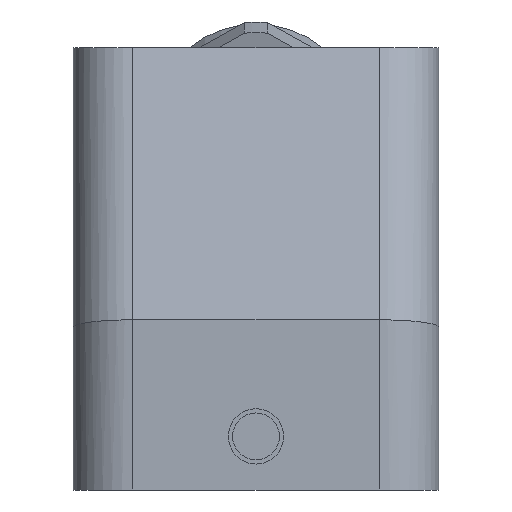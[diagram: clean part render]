
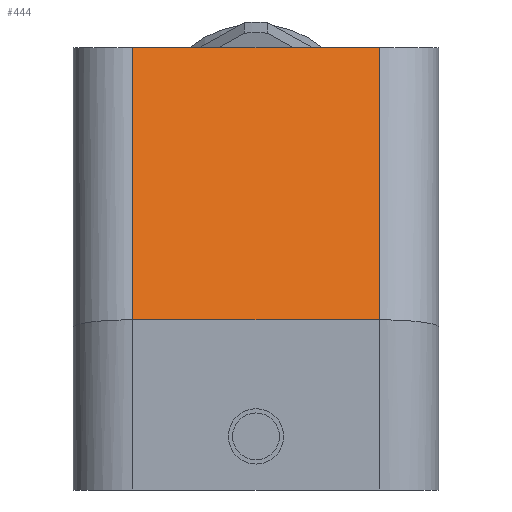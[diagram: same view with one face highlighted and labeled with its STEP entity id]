
A CAD part, left-side view. The second image highlights one B-rep face of the part: STEP entity #444.
In plain terms, the highlighted planar face has unit normal (-0.968, 0, 0.251).
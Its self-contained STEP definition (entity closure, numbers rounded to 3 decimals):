
#444 = ADVANCED_FACE( '', ( #945 ), #946, .T. );
#945 = FACE_OUTER_BOUND( '', #1486, .T. );
#946 = PLANE( '', #1487 );
#1486 = EDGE_LOOP( '', ( #2784, #2785, #2786, #2787 ) );
#1487 = AXIS2_PLACEMENT_3D( '', #2788, #2789, #2790 );
#2784 = ORIENTED_EDGE( '', *, *, #3584, .T. );
#2785 = ORIENTED_EDGE( '', *, *, #3355, .T. );
#2786 = ORIENTED_EDGE( '', *, *, #3363, .F. );
#2787 = ORIENTED_EDGE( '', *, *, #3110, .F. );
#2788 = CARTESIAN_POINT( '', ( -30., 0., 20. ) );
#2789 = DIRECTION( '', ( -0.968, 0., 0.251 ) );
#2790 = DIRECTION( '', ( 0.251, 0., 0.968 ) );
#3110 = EDGE_CURVE( '', #3663, #3664, #3665, .T. );
#3355 = EDGE_CURVE( '', #4067, #4065, #4068, .T. );
#3363 = EDGE_CURVE( '', #3664, #4065, #4079, .T. );
#3584 = EDGE_CURVE( '', #3663, #4067, #4375, .T. );
#3663 = VERTEX_POINT( '', #4469 );
#3664 = VERTEX_POINT( '', #4470 );
#3665 = LINE( '', #4471, #4472 );
#4065 = VERTEX_POINT( '', #5152 );
#4067 = VERTEX_POINT( '', #5154 );
#4068 = LINE( '', #5155, #5156 );
#4079 = LINE( '', #5170, #5171 );
#4375 = LINE( '', #5632, #5633 );
#4469 = CARTESIAN_POINT( '', ( -30., 14.5, 20. ) );
#4470 = CARTESIAN_POINT( '', ( -21.7, 14.5, 52. ) );
#4471 = CARTESIAN_POINT( '', ( -21.7, 14.5, 52. ) );
#4472 = VECTOR( '', #5721, 1000. );
#5152 = CARTESIAN_POINT( '', ( -21.7, -14.5, 52. ) );
#5154 = CARTESIAN_POINT( '', ( -30., -14.5, 20. ) );
#5155 = CARTESIAN_POINT( '', ( -21.7, -14.5, 52. ) );
#5156 = VECTOR( '', #5967, 1000. );
#5170 = CARTESIAN_POINT( '', ( -21.7, 0., 52. ) );
#5171 = VECTOR( '', #5980, 1000. );
#5632 = CARTESIAN_POINT( '', ( -30., 0., 20. ) );
#5633 = VECTOR( '', #6171, 1000. );
#5721 = DIRECTION( '', ( 0.251, 0., 0.968 ) );
#5967 = DIRECTION( '', ( 0.251, 0., 0.968 ) );
#5980 = DIRECTION( '', ( 0., -1., 0. ) );
#6171 = DIRECTION( '', ( 0., -1., 0. ) );
